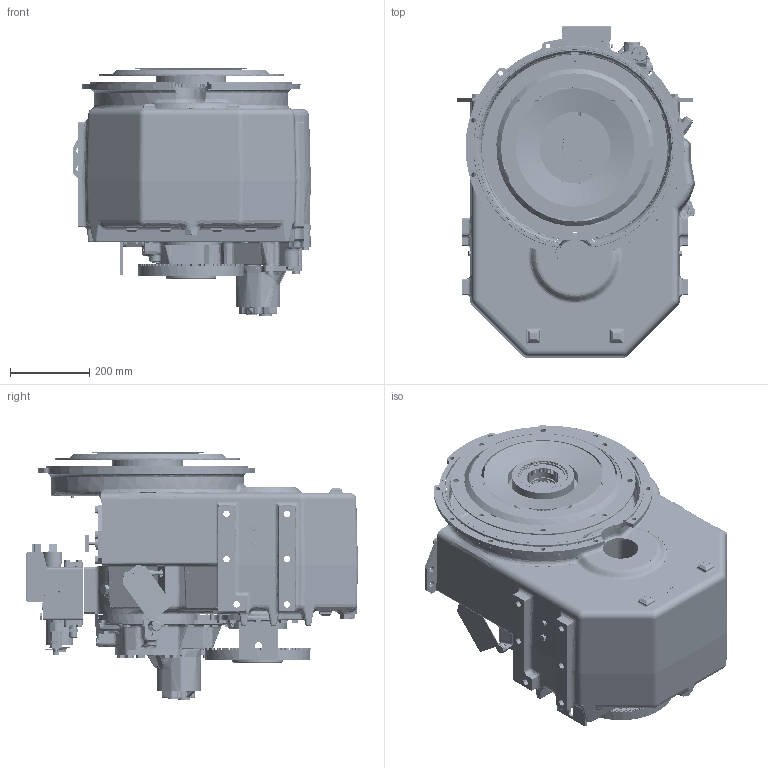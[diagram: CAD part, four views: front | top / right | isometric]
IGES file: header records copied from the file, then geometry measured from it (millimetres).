
Start section: SolidWorks IGES file using analytic representation for surfaces
Global section: file name: PX13298F.IGS; native system: SolidWorks 2015; preprocessor: SolidWorks 2015; author: dvandooren; date: 180420.100647; units: millimetre
Bounding box: 599.57 x 837.22 x 626.15 mm (x, y, z)
Surface area: 3403356.8 mm2 (no closed solid volume)
Topology: 0 solids, 1 shells, 4052 faces, 84853 edges, 84351 vertices
Faces by surface type: bspline 2412, revolution 1640
